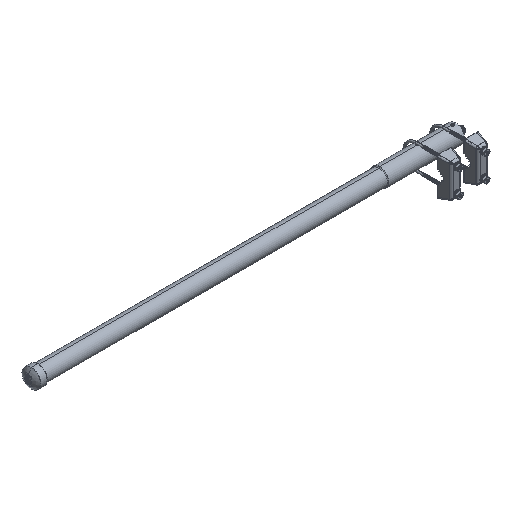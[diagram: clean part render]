
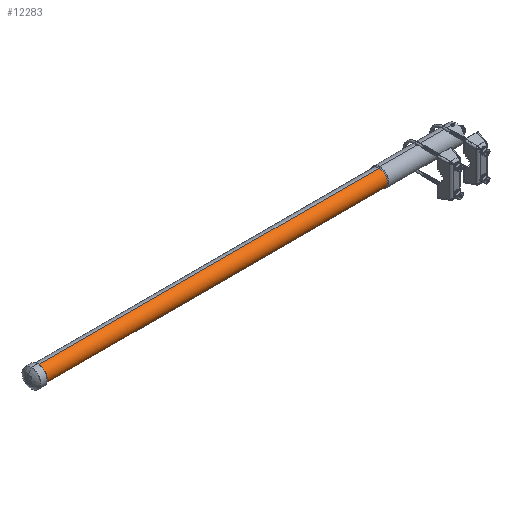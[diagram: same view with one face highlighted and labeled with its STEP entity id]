
A CAD part, isometric view. The second image highlights one B-rep face of the part: STEP entity #12283.
In plain terms, the highlighted cylindrical face has radius 19.304 mm (diameter 38.608 mm), a partial arc.
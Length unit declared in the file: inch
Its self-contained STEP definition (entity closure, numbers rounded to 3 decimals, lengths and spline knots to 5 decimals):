
#8381 = CARTESIAN_POINT ( 'NONE',  ( -38.96022, 0., 0.76 ) ) ;
#8662 = DIRECTION ( 'NONE',  ( 1., 0., 0. ) ) ;
#8994 = AXIS2_PLACEMENT_3D ( 'NONE', #34472, #56754, #12246 ) ;
#10575 = VECTOR ( 'NONE', #8662, 39.37008 ) ;
#11110 = VERTEX_POINT ( 'NONE', #8381 ) ;
#12034 = EDGE_LOOP ( 'NONE', ( #52243, #19513, #36639, #35271 ) ) ;
#12246 = DIRECTION ( 'NONE',  ( 0., 0., -1. ) ) ;
#12283 = ADVANCED_FACE ( 'NONE', ( #29198 ), #47074, .T. ) ;
#12318 = VERTEX_POINT ( 'NONE', #47659 ) ;
#17049 = EDGE_CURVE ( 'NONE', #11110, #12318, #39643, .T. ) ;
#19513 = ORIENTED_EDGE ( 'NONE', *, *, #24137, .T. ) ;
#19939 = CARTESIAN_POINT ( 'NONE',  ( -39.9606, 0., -0.76 ) ) ;
#20996 = CARTESIAN_POINT ( 'NONE',  ( -38.96022, 0., 0. ) ) ;
#22197 = CARTESIAN_POINT ( 'NONE',  ( -7.14369, 0., 0. ) ) ;
#23060 = CARTESIAN_POINT ( 'NONE',  ( -38.96022, 0., -0.76 ) ) ;
#24137 = EDGE_CURVE ( 'NONE', #11110, #31267, #52057, .T. ) ;
#27077 = CARTESIAN_POINT ( 'NONE',  ( -39.9606, 0., 0.76 ) ) ;
#29198 = FACE_OUTER_BOUND ( 'NONE', #12034, .T. ) ;
#29281 = LINE ( 'NONE', #19939, #35663 ) ;
#30972 = EDGE_CURVE ( 'NONE', #31267, #36239, #29281, .T. ) ;
#31267 = VERTEX_POINT ( 'NONE', #23060 ) ;
#32833 = DIRECTION ( 'NONE',  ( 1., 0., 0. ) ) ;
#33610 = DIRECTION ( 'NONE',  ( 0., 0., -1. ) ) ;
#34472 = CARTESIAN_POINT ( 'NONE',  ( -39.9606, 0., 0. ) ) ;
#35271 = ORIENTED_EDGE ( 'NONE', *, *, #53437, .F. ) ;
#35404 = DIRECTION ( 'NONE',  ( 0., 0., -1. ) ) ;
#35663 = VECTOR ( 'NONE', #32833, 39.37008 ) ;
#36239 = VERTEX_POINT ( 'NONE', #38675 ) ;
#36639 = ORIENTED_EDGE ( 'NONE', *, *, #30972, .T. ) ;
#38675 = CARTESIAN_POINT ( 'NONE',  ( -7.14369, 0., -0.76 ) ) ;
#39643 = LINE ( 'NONE', #27077, #10575 ) ;
#46182 = CIRCLE ( 'NONE', #47105, 0.76 ) ;
#46445 = AXIS2_PLACEMENT_3D ( 'NONE', #20996, #55900, #33610 ) ;
#47074 = CYLINDRICAL_SURFACE ( 'NONE', #8994, 0.76 ) ;
#47105 = AXIS2_PLACEMENT_3D ( 'NONE', #22197, #53230, #35404 ) ;
#47659 = CARTESIAN_POINT ( 'NONE',  ( -7.14369, 0., 0.76 ) ) ;
#52057 = CIRCLE ( 'NONE', #46445, 0.76 ) ;
#52243 = ORIENTED_EDGE ( 'NONE', *, *, #17049, .F. ) ;
#53230 = DIRECTION ( 'NONE',  ( 1., 0., 0. ) ) ;
#53437 = EDGE_CURVE ( 'NONE', #12318, #36239, #46182, .T. ) ;
#55900 = DIRECTION ( 'NONE',  ( 1., 0., 0. ) ) ;
#56754 = DIRECTION ( 'NONE',  ( 1., 0., 0. ) ) ;
